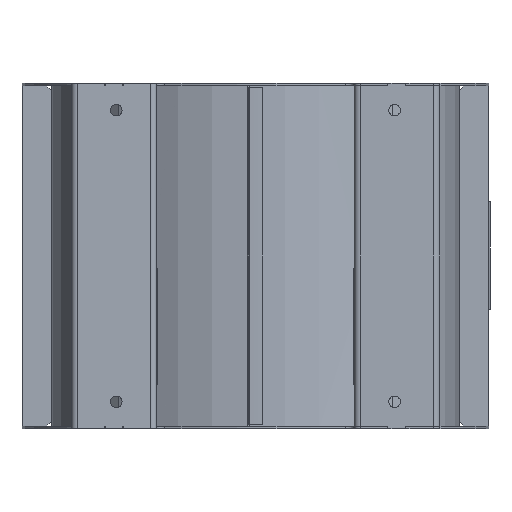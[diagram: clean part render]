
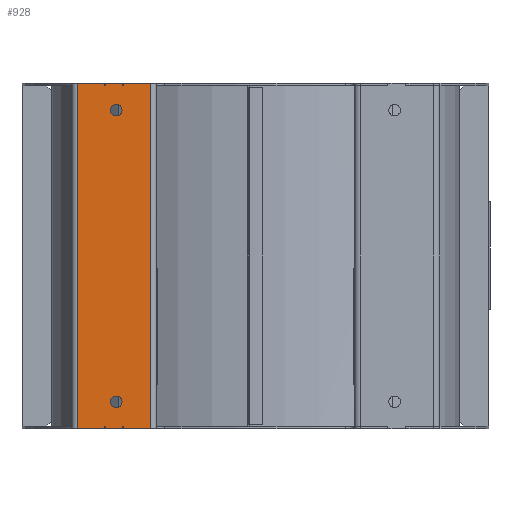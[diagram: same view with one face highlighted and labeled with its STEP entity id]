
A CAD part, front view. The second image highlights one B-rep face of the part: STEP entity #928.
In plain terms, the highlighted planar face has unit normal (0, -1, 0).
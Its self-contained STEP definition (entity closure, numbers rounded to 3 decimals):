
#928=ADVANCED_FACE('',(#8933,#8935,#8937),#8939,.T.);
#8933=FACE_BOUND('',#8934,.T.);
#8934=EDGE_LOOP('',(#15610,#15611,#15612,#15613,#15614,#15615,#15616,#15617,#15618,
#15619,#15620,#15621,#15622,#15623,#15624,#15625,#15626,#15627,#15628,#15629));
#8935=FACE_BOUND('',#8936,.T.);
#8936=EDGE_LOOP('',(#15630));
#8937=FACE_BOUND('',#8938,.T.);
#8938=EDGE_LOOP('',(#15631));
#8939=PLANE('',#8940);
#8940=AXIS2_PLACEMENT_3D('',#8941,#8942,#8943);
#8941=CARTESIAN_POINT('',(-167.5,-280.,382.));
#8942=DIRECTION('',(0.,-1.,0.));
#8943=DIRECTION('',(1.,0.,0.));
#15610=ORIENTED_EDGE('',*,*,#20486,.F.);
#15611=ORIENTED_EDGE('',*,*,#20400,.T.);
#15612=ORIENTED_EDGE('',*,*,#20260,.F.);
#15613=ORIENTED_EDGE('',*,*,#20484,.F.);
#15614=ORIENTED_EDGE('',*,*,#20487,.T.);
#15615=ORIENTED_EDGE('',*,*,#20488,.T.);
#15616=ORIENTED_EDGE('',*,*,#20489,.T.);
#15617=ORIENTED_EDGE('',*,*,#20490,.T.);
#15618=ORIENTED_EDGE('',*,*,#20491,.F.);
#15619=ORIENTED_EDGE('',*,*,#20492,.F.);
#15620=ORIENTED_EDGE('',*,*,#20493,.T.);
#15621=ORIENTED_EDGE('',*,*,#20494,.T.);
#15622=ORIENTED_EDGE('',*,*,#20495,.T.);
#15623=ORIENTED_EDGE('',*,*,#20496,.T.);
#15624=ORIENTED_EDGE('',*,*,#20264,.F.);
#15625=ORIENTED_EDGE('',*,*,#20396,.T.);
#15626=ORIENTED_EDGE('',*,*,#20497,.F.);
#15627=ORIENTED_EDGE('',*,*,#20498,.T.);
#15628=ORIENTED_EDGE('',*,*,#20499,.F.);
#15629=ORIENTED_EDGE('',*,*,#20500,.F.);
#15630=ORIENTED_EDGE('',*,*,#20501,.T.);
#15631=ORIENTED_EDGE('',*,*,#20502,.T.);
#20260=EDGE_CURVE('',#22926,#22928,#22929,.T.);
#20264=EDGE_CURVE('',#22934,#22936,#22937,.T.);
#20396=EDGE_CURVE('',#22934,#23170,#23172,.F.);
#20400=EDGE_CURVE('',#23175,#22928,#23177,.F.);
#20484=EDGE_CURVE('',#23287,#22926,#23288,.T.);
#20486=EDGE_CURVE('',#23175,#23290,#23291,.T.);
#20487=EDGE_CURVE('',#23287,#23292,#23293,.T.);
#20488=EDGE_CURVE('',#23292,#23294,#23295,.F.);
#20489=EDGE_CURVE('',#23294,#23296,#23297,.T.);
#20490=EDGE_CURVE('',#23296,#23298,#23299,.T.);
#20491=EDGE_CURVE('',#23300,#23298,#23301,.T.);
#20492=EDGE_CURVE('',#23302,#23300,#23303,.T.);
#20493=EDGE_CURVE('',#23302,#23304,#23305,.T.);
#20494=EDGE_CURVE('',#23304,#23306,#23307,.F.);
#20495=EDGE_CURVE('',#23306,#23308,#23309,.T.);
#20496=EDGE_CURVE('',#23308,#22936,#23310,.T.);
#20497=EDGE_CURVE('',#23311,#23170,#23312,.T.);
#20498=EDGE_CURVE('',#23311,#23313,#23314,.T.);
#20499=EDGE_CURVE('',#23315,#23313,#23316,.T.);
#20500=EDGE_CURVE('',#23290,#23315,#23317,.T.);
#20501=EDGE_CURVE('',#23318,#23318,#23319,.T.);
#20502=EDGE_CURVE('',#23320,#23320,#23321,.T.);
#22926=VERTEX_POINT('',#27410);
#22928=VERTEX_POINT('',#27415);
#22929=LINE('',#27416,#27417);
#22934=VERTEX_POINT('',#27427);
#22936=VERTEX_POINT('',#27431);
#22937=LINE('',#27432,#27433);
#23170=VERTEX_POINT('',#27958);
#23172=LINE('',#27962,#27963);
#23175=VERTEX_POINT('',#27971);
#23177=LINE('',#27975,#27976);
#23287=VERTEX_POINT('',#28254);
#23288=LINE('',#28255,#28256);
#23290=VERTEX_POINT('',#28262);
#23291=LINE('',#28263,#28264);
#23292=VERTEX_POINT('',#28266);
#23293=LINE('',#28267,#28268);
#23294=VERTEX_POINT('',#28270);
#23295=LINE('',#28271,#28272);
#23296=VERTEX_POINT('',#28274);
#23297=LINE('',#28275,#28276);
#23298=VERTEX_POINT('',#28278);
#23299=LINE('',#28279,#28280);
#23300=VERTEX_POINT('',#28282);
#23301=LINE('',#28283,#28284);
#23302=VERTEX_POINT('',#28286);
#23303=LINE('',#28287,#28288);
#23304=VERTEX_POINT('',#28290);
#23305=LINE('',#28291,#28292);
#23306=VERTEX_POINT('',#28294);
#23307=LINE('',#28295,#28296);
#23308=VERTEX_POINT('',#28298);
#23309=LINE('',#28299,#28300);
#23310=LINE('',#28302,#28303);
#23311=VERTEX_POINT('',#28305);
#23312=LINE('',#28306,#28307);
#23313=VERTEX_POINT('',#28309);
#23314=LINE('',#28310,#28311);
#23315=VERTEX_POINT('',#28313);
#23316=LINE('',#28314,#28315);
#23317=LINE('',#28317,#28318);
#23318=VERTEX_POINT('',#28320);
#23319=CIRCLE('',#28321,6.5);
#23320=VERTEX_POINT('',#28325);
#23321=CIRCLE('',#28326,6.5);
#27410=CARTESIAN_POINT('',(-198.4,-280.,385.));
#27415=CARTESIAN_POINT('',(-167.7,-280.,385.));
#27416=CARTESIAN_POINT('',(-198.4,-280.,385.));
#27417=VECTOR('',#27418,1.);
#27418=DIRECTION('',(1.,0.,0.));
#27427=CARTESIAN_POINT('',(-147.3,-280.,385.));
#27431=CARTESIAN_POINT('',(-116.6,-280.,385.));
#27432=CARTESIAN_POINT('',(-147.3,-280.,385.));
#27433=VECTOR('',#27434,1.);
#27434=DIRECTION('',(1.,0.,0.));
#27958=CARTESIAN_POINT('',(-147.3,-280.,382.));
#27962=CARTESIAN_POINT('',(-147.3,-280.,382.));
#27963=VECTOR('',#27964,1.);
#27964=DIRECTION('',(0.,0.,1.));
#27971=CARTESIAN_POINT('',(-167.7,-280.,382.));
#27975=CARTESIAN_POINT('',(-167.7,-280.,385.));
#27976=VECTOR('',#27977,1.);
#27977=DIRECTION('',(0.,0.,-1.));
#28254=CARTESIAN_POINT('',(-198.4,-280.,0.));
#28255=CARTESIAN_POINT('',(-198.4,-280.,0.));
#28256=VECTOR('',#28257,1.);
#28257=DIRECTION('',(0.,0.,1.));
#28262=CARTESIAN_POINT('',(-167.5,-280.,382.));
#28263=CARTESIAN_POINT('',(-167.7,-280.,382.));
#28264=VECTOR('',#28265,1.);
#28265=DIRECTION('',(1.,0.,0.));
#28266=CARTESIAN_POINT('',(-167.7,-280.,0.));
#28267=CARTESIAN_POINT('',(-198.4,-280.,0.));
#28268=VECTOR('',#28269,1.);
#28269=DIRECTION('',(1.,0.,0.));
#28270=CARTESIAN_POINT('',(-167.7,-280.,3.));
#28271=CARTESIAN_POINT('',(-167.7,-280.,3.));
#28272=VECTOR('',#28273,1.);
#28273=DIRECTION('',(0.,0.,-1.));
#28274=CARTESIAN_POINT('',(-167.5,-280.,3.));
#28275=CARTESIAN_POINT('',(-167.7,-280.,3.));
#28276=VECTOR('',#28277,1.);
#28277=DIRECTION('',(1.,0.,0.));
#28278=CARTESIAN_POINT('',(-167.5,-280.,0.));
#28279=CARTESIAN_POINT('',(-167.5,-280.,3.));
#28280=VECTOR('',#28281,1.);
#28281=DIRECTION('',(0.,0.,-1.));
#28282=CARTESIAN_POINT('',(-147.5,-280.,0.));
#28283=CARTESIAN_POINT('',(-147.5,-280.,0.));
#28284=VECTOR('',#28285,1.);
#28285=DIRECTION('',(-1.,0.,0.));
#28286=CARTESIAN_POINT('',(-147.5,-280.,3.));
#28287=CARTESIAN_POINT('',(-147.5,-280.,3.));
#28288=VECTOR('',#28289,1.);
#28289=DIRECTION('',(0.,0.,-1.));
#28290=CARTESIAN_POINT('',(-147.3,-280.,3.));
#28291=CARTESIAN_POINT('',(-147.5,-280.,3.));
#28292=VECTOR('',#28293,1.);
#28293=DIRECTION('',(1.,0.,0.));
#28294=CARTESIAN_POINT('',(-147.3,-280.,0.));
#28295=CARTESIAN_POINT('',(-147.3,-280.,0.));
#28296=VECTOR('',#28297,1.);
#28297=DIRECTION('',(0.,0.,1.));
#28298=CARTESIAN_POINT('',(-116.6,-280.,0.));
#28299=CARTESIAN_POINT('',(-147.3,-280.,0.));
#28300=VECTOR('',#28301,1.);
#28301=DIRECTION('',(1.,0.,0.));
#28302=CARTESIAN_POINT('',(-116.6,-280.,0.));
#28303=VECTOR('',#28304,1.);
#28304=DIRECTION('',(0.,0.,1.));
#28305=CARTESIAN_POINT('',(-147.5,-280.,382.));
#28306=CARTESIAN_POINT('',(-147.5,-280.,382.));
#28307=VECTOR('',#28308,1.);
#28308=DIRECTION('',(1.,0.,0.));
#28309=CARTESIAN_POINT('',(-147.5,-280.,385.));
#28310=CARTESIAN_POINT('',(-147.5,-280.,382.));
#28311=VECTOR('',#28312,1.);
#28312=DIRECTION('',(0.,0.,1.));
#28313=CARTESIAN_POINT('',(-167.5,-280.,385.));
#28314=CARTESIAN_POINT('',(-167.5,-280.,385.));
#28315=VECTOR('',#28316,1.);
#28316=DIRECTION('',(1.,0.,0.));
#28317=CARTESIAN_POINT('',(-167.5,-280.,382.));
#28318=VECTOR('',#28319,1.);
#28319=DIRECTION('',(0.,0.,1.));
#28320=CARTESIAN_POINT('',(-148.5,-280.,355.));
#28321=AXIS2_PLACEMENT_3D('',#28322,#28323,#28324);
#28322=CARTESIAN_POINT('',(-155.,-280.,355.));
#28323=DIRECTION('',(-0.,1.,-0.));
#28324=DIRECTION('',(1.,0.,0.));
#28325=CARTESIAN_POINT('',(-148.5,-280.,30.));
#28326=AXIS2_PLACEMENT_3D('',#28327,#28328,#28329);
#28327=CARTESIAN_POINT('',(-155.,-280.,30.));
#28328=DIRECTION('',(-0.,1.,-0.));
#28329=DIRECTION('',(1.,0.,0.));
